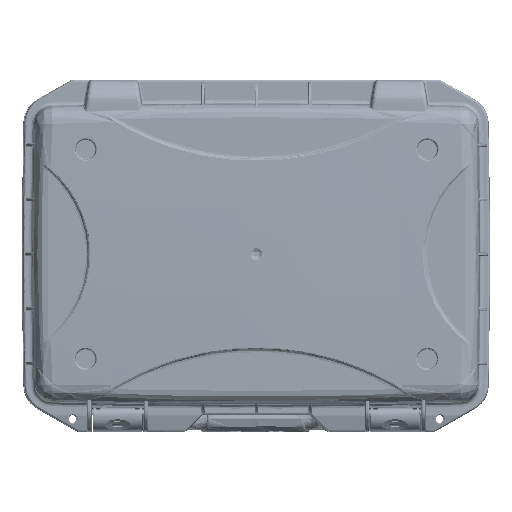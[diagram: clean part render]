
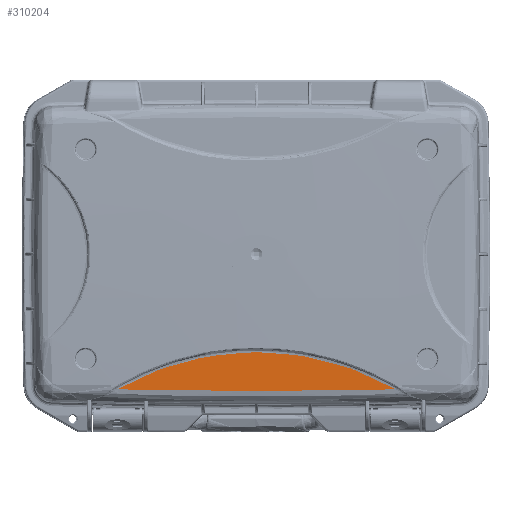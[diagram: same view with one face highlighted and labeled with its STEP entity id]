
A CAD part, top view. The second image highlights one B-rep face of the part: STEP entity #310204.
In plain terms, the highlighted planar face has unit normal (0, 0, -1).
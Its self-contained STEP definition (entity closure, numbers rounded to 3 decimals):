
#1314 = CARTESIAN_POINT ( 'NONE',  ( -47.175, -137.854, 48. ) ) ;
#5224 = B_SPLINE_CURVE_WITH_KNOTS ( 'NONE', 3,
 ( #233513, #210592, #37438, #29935, #88942, #321026, #326639, #149744, #124958, #240991, #292495, #262099, #96441, #265820, #319141, #58498, #60384, #1314, #176427, #147895, #263974, #73494, #75341, #187631, #218062, #250336, #277031, #102027, #216193, #305577, #12564, #273316 ),
 .UNSPECIFIED., .F., .F.,
 ( 4, 1, 1, 1, 1, 1, 1, 1, 1, 1, 2, 2, 2, 2, 2, 1, 1, 1, 1, 1, 1, 1, 1, 1, 4 ),
 ( 0., 0.125, 0.188, 0.219, 0.234, 0.242, 0.246, 0.248, 0.249, 0.25, 0.25, 0.25, 0.5, 0.75, 0.75, 0.75, 0.751, 0.752, 0.754, 0.758, 0.766, 0.781, 0.812, 0.875, 1. ),
 .UNSPECIFIED. ) ;
#7293 = CARTESIAN_POINT ( 'NONE',  ( 140.496, -136.295, 48. ) ) ;
#10392 = ORIENTED_EDGE ( 'NONE', *, *, #359918, .T. ) ;
#12564 = CARTESIAN_POINT ( 'NONE',  ( -129.391, -136.582, 48. ) ) ;
#29935 = CARTESIAN_POINT ( 'NONE',  ( 91.532, -137.303, 48. ) ) ;
#34363 = CARTESIAN_POINT ( 'NONE',  ( -129.876, -130.12, 48. ) ) ;
#37438 = CARTESIAN_POINT ( 'NONE',  ( 112.282, -136.958, 48. ) ) ;
#43695 = CARTESIAN_POINT ( 'NONE',  ( 84.618, -111.252, 48. ) ) ;
#58498 = CARTESIAN_POINT ( 'NONE',  ( 23.762, -137.989, 48. ) ) ;
#60384 = CARTESIAN_POINT ( 'NONE',  ( -23.757, -137.989, 48. ) ) ;
#62923 = CARTESIAN_POINT ( 'NONE',  ( -48.874, -102.451, 48. ) ) ;
#64133 = DIRECTION ( 'NONE',  ( -1., 0., 0. ) ) ;
#73494 = CARTESIAN_POINT ( 'NONE',  ( -70.421, -137.583, 48. ) ) ;
#75341 = CARTESIAN_POINT ( 'NONE',  ( -70.59, -137.581, 48. ) ) ;
#87755 = CARTESIAN_POINT ( 'NONE',  ( -60.895, -104.857, 48. ) ) ;
#88942 = CARTESIAN_POINT ( 'NONE',  ( 80.959, -137.452, 48. ) ) ;
#92703 = DIRECTION ( 'NONE',  ( 0., 0., -1. ) ) ;
#95232 = CARTESIAN_POINT ( 'NONE',  ( 96.217, -115.214, 48. ) ) ;
#96441 = CARTESIAN_POINT ( 'NONE',  ( 70.303, -137.585, 48. ) ) ;
#98956 = CARTESIAN_POINT ( 'NONE',  ( 118.897, -124.669, 48. ) ) ;
#102027 = CARTESIAN_POINT ( 'NONE',  ( -80.958, -137.452, 48. ) ) ;
#121990 = EDGE_CURVE ( 'NONE', #328142, #263441, #259076, .T. ) ;
#124958 = CARTESIAN_POINT ( 'NONE',  ( 70.928, -137.577, 48. ) ) ;
#147895 = CARTESIAN_POINT ( 'NONE',  ( -70.301, -137.585, 48. ) ) ;
#149744 = CARTESIAN_POINT ( 'NONE',  ( 71.6, -137.569, 48. ) ) ;
#176427 = CARTESIAN_POINT ( 'NONE',  ( -70.276, -137.585, 48. ) ) ;
#178955 = CARTESIAN_POINT ( 'NONE',  ( -24.517, -99.225, 48. ) ) ;
#187631 = CARTESIAN_POINT ( 'NONE',  ( -70.926, -137.577, 48. ) ) ;
#190165 = CARTESIAN_POINT ( 'NONE',  ( 129.876, -130.12, 48. ) ) ;
#203788 = CARTESIAN_POINT ( 'NONE',  ( -12.284, -98.419, 48. ) ) ;
#207529 = CARTESIAN_POINT ( 'NONE',  ( -96.218, -115.214, 48. ) ) ;
#210592 = CARTESIAN_POINT ( 'NONE',  ( 129.391, -136.582, 48. ) ) ;
#214357 = ORIENTED_EDGE ( 'NONE', *, *, #121990, .T. ) ;
#216193 = CARTESIAN_POINT ( 'NONE',  ( -91.53, -137.303, 48. ) ) ;
#216858 = CARTESIAN_POINT ( 'NONE',  ( 140.496, -136.295, 48. ) ) ;
#218062 = CARTESIAN_POINT ( 'NONE',  ( -71.598, -137.569, 48. ) ) ;
#233513 = CARTESIAN_POINT ( 'NONE',  ( 140.496, -136.295, 48. ) ) ;
#240991 = CARTESIAN_POINT ( 'NONE',  ( 70.592, -137.581, 48. ) ) ;
#243532 = CARTESIAN_POINT ( 'NONE',  ( 48.875, -102.451, 48. ) ) ;
#250336 = CARTESIAN_POINT ( 'NONE',  ( -72.942, -137.553, 48. ) ) ;
#257771 = CARTESIAN_POINT ( 'NONE',  ( -140.496, -136.295, 48. ) ) ;
#259076 = B_SPLINE_CURVE_WITH_KNOTS ( 'NONE', 3,
 ( #352173, #34363, #348406, #207529, #323567, #87755, #62923, #178955, #203788, #295019, #319836, #243532, #359611, #43695, #95232, #98956, #190165, #216858 ),
 .UNSPECIFIED., .F., .F.,
 ( 4, 2, 2, 2, 2, 2, 2, 2, 4 ),
 ( 0., 0.125, 0.25, 0.375, 0.5, 0.625, 0.75, 0.875, 1. ),
 .UNSPECIFIED. ) ;
#262099 = CARTESIAN_POINT ( 'NONE',  ( 70.351, -137.584, 48. ) ) ;
#263441 = VERTEX_POINT ( 'NONE', #7293 ) ;
#263974 = CARTESIAN_POINT ( 'NONE',  ( -70.349, -137.584, 48. ) ) ;
#265820 = CARTESIAN_POINT ( 'NONE',  ( 70.278, -137.585, 48. ) ) ;
#265837 = PLANE ( 'NONE',  #358074 ) ;
#273316 = CARTESIAN_POINT ( 'NONE',  ( -140.496, -136.295, 48. ) ) ;
#277031 = CARTESIAN_POINT ( 'NONE',  ( -75.622, -137.52, 48. ) ) ;
#292495 = CARTESIAN_POINT ( 'NONE',  ( 70.423, -137.583, 48. ) ) ;
#295019 = CARTESIAN_POINT ( 'NONE',  ( 12.284, -98.419, 48. ) ) ;
#305577 = CARTESIAN_POINT ( 'NONE',  ( -112.281, -136.958, 48. ) ) ;
#310204 = ADVANCED_FACE ( 'NONE', ( #353367 ), #265837, .T. ) ;
#319141 = CARTESIAN_POINT ( 'NONE',  ( 47.178, -137.854, 48. ) ) ;
#319836 = CARTESIAN_POINT ( 'NONE',  ( 24.516, -99.225, 48. ) ) ;
#321026 = CARTESIAN_POINT ( 'NONE',  ( 75.624, -137.52, 48. ) ) ;
#321798 = EDGE_LOOP ( 'NONE', ( #214357, #10392 ) ) ;
#323567 = CARTESIAN_POINT ( 'NONE',  ( -84.617, -111.252, 48. ) ) ;
#326639 = CARTESIAN_POINT ( 'NONE',  ( 72.943, -137.553, 48. ) ) ;
#328142 = VERTEX_POINT ( 'NONE', #257771 ) ;
#332234 = CARTESIAN_POINT ( 'NONE',  ( 0., -377.931, 48. ) ) ;
#348406 = CARTESIAN_POINT ( 'NONE',  ( -118.896, -124.669, 48. ) ) ;
#352173 = CARTESIAN_POINT ( 'NONE',  ( -140.496, -136.295, 48. ) ) ;
#353367 = FACE_OUTER_BOUND ( 'NONE', #321798, .T. ) ;
#358074 = AXIS2_PLACEMENT_3D ( 'NONE', #332234, #92703, #64133 ) ;
#359611 = CARTESIAN_POINT ( 'NONE',  ( 60.895, -104.856, 48. ) ) ;
#359918 = EDGE_CURVE ( 'NONE', #263441, #328142, #5224, .T. ) ;
